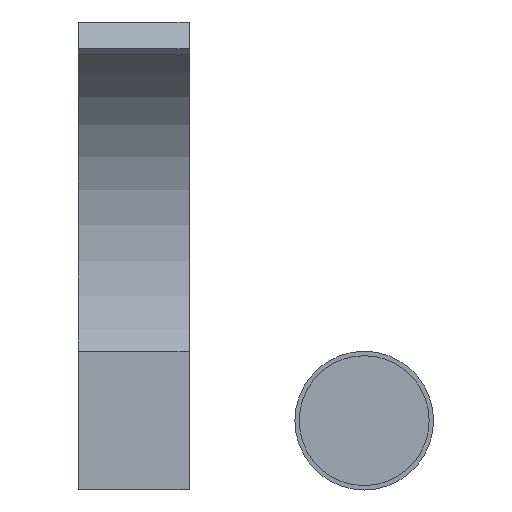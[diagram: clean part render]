
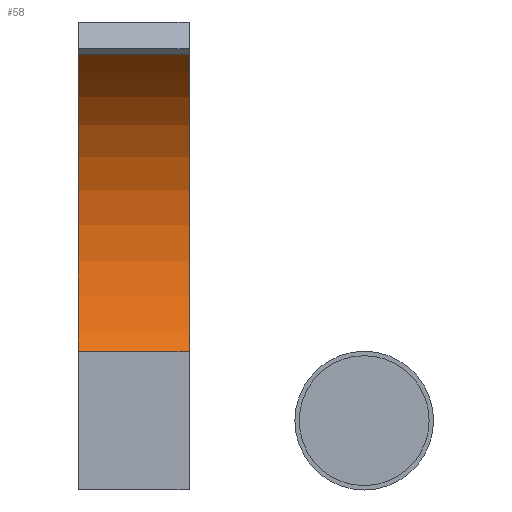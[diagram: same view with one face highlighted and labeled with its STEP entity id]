
A CAD part, front view. The second image highlights one B-rep face of the part: STEP entity #58.
In plain terms, the highlighted cylindrical face has radius 93.3 mm (diameter 186.6 mm), a partial arc.
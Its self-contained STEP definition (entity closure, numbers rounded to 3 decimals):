
#46 = CARTESIAN_POINT ( 'NONE',  ( -24., 5., 6.6 ) ) ;
#58 = ADVANCED_FACE ( 'NONE', ( #243 ), #101, .F. ) ;
#80 = CARTESIAN_POINT ( 'NONE',  ( 24., 48.586, 182.393 ) ) ;
#101 = CYLINDRICAL_SURFACE ( 'NONE', #712, 93.3 ) ;
#134 = DIRECTION ( 'NONE',  ( -1., 0., 0. ) ) ;
#151 = LINE ( 'NONE', #696, #346 ) ;
#178 = CARTESIAN_POINT ( 'NONE',  ( 24., 5., 99.9 ) ) ;
#185 = DIRECTION ( 'NONE',  ( -1., 0., 0. ) ) ;
#205 = ORIENTED_EDGE ( 'NONE', *, *, #1110, .T. ) ;
#229 = ORIENTED_EDGE ( 'NONE', *, *, #1035, .F. ) ;
#243 = FACE_OUTER_BOUND ( 'NONE', #470, .T. ) ;
#337 = DIRECTION ( 'NONE',  ( 0., 0., 1. ) ) ;
#346 = VECTOR ( 'NONE', #134, 1000. ) ;
#383 = DIRECTION ( 'NONE',  ( 0., 0., -1. ) ) ;
#470 = EDGE_LOOP ( 'NONE', ( #205, #229, #1112, #869 ) ) ;
#556 = CARTESIAN_POINT ( 'NONE',  ( 24., 5., 99.9 ) ) ;
#598 = CARTESIAN_POINT ( 'NONE',  ( -24., 5., 99.9 ) ) ;
#626 = DIRECTION ( 'NONE',  ( 0., 0., -1. ) ) ;
#633 = EDGE_CURVE ( 'NONE', #1313, #1195, #750, .T. ) ;
#696 = CARTESIAN_POINT ( 'NONE',  ( 24., 5., 6.6 ) ) ;
#712 = AXIS2_PLACEMENT_3D ( 'NONE', #556, #906, #337 ) ;
#750 = LINE ( 'NONE', #763, #965 ) ;
#763 = CARTESIAN_POINT ( 'NONE',  ( 24., 48.586, 182.393 ) ) ;
#778 = VERTEX_POINT ( 'NONE', #1003 ) ;
#869 = ORIENTED_EDGE ( 'NONE', *, *, #633, .T. ) ;
#906 = DIRECTION ( 'NONE',  ( -1., 0., 0. ) ) ;
#941 = DIRECTION ( 'NONE',  ( -1., 0., 0. ) ) ;
#965 = VECTOR ( 'NONE', #1111, 1000. ) ;
#991 = AXIS2_PLACEMENT_3D ( 'NONE', #178, #185, #626 ) ;
#1003 = CARTESIAN_POINT ( 'NONE',  ( 24., 5., 6.6 ) ) ;
#1035 = EDGE_CURVE ( 'NONE', #778, #1121, #151, .T. ) ;
#1097 = CIRCLE ( 'NONE', #991, 93.3 ) ;
#1110 = EDGE_CURVE ( 'NONE', #1195, #1121, #1310, .T. ) ;
#1111 = DIRECTION ( 'NONE',  ( -1., 0., 0. ) ) ;
#1112 = ORIENTED_EDGE ( 'NONE', *, *, #1245, .F. ) ;
#1121 = VERTEX_POINT ( 'NONE', #46 ) ;
#1171 = CARTESIAN_POINT ( 'NONE',  ( -24., 48.586, 182.393 ) ) ;
#1195 = VERTEX_POINT ( 'NONE', #1171 ) ;
#1245 = EDGE_CURVE ( 'NONE', #1313, #778, #1097, .T. ) ;
#1310 = CIRCLE ( 'NONE', #1320, 93.3 ) ;
#1313 = VERTEX_POINT ( 'NONE', #80 ) ;
#1320 = AXIS2_PLACEMENT_3D ( 'NONE', #598, #941, #383 ) ;
